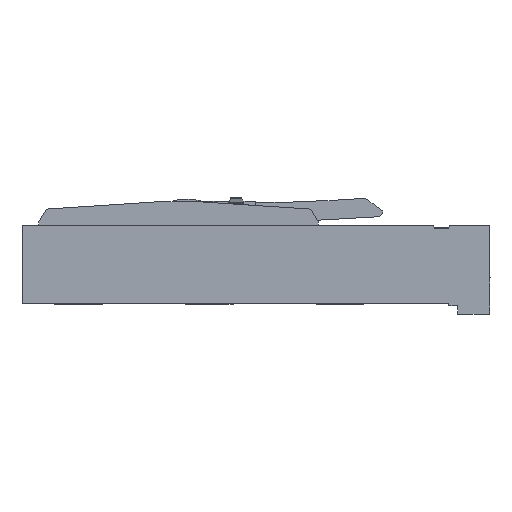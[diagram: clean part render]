
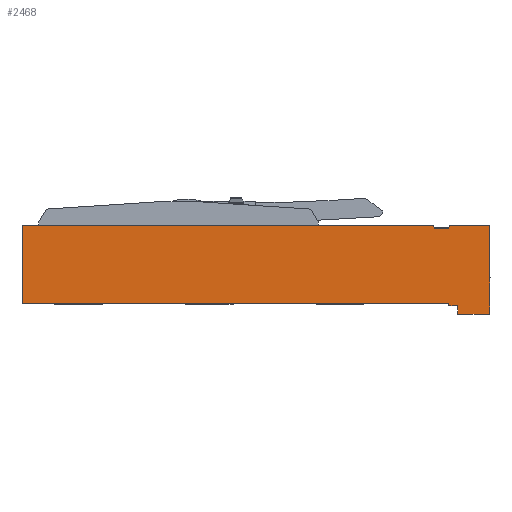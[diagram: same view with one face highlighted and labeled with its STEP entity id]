
A CAD part, left-side view. The second image highlights one B-rep face of the part: STEP entity #2468.
In plain terms, the highlighted planar face has unit normal (-1, 0, 0).
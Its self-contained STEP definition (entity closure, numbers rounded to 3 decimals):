
#2468=ADVANCED_FACE('K\X\F6rper.30 (aus 33959_98)',(#4169),#3339,.T.);
#3339=PLANE('',#20906);
#4169=FACE_OUTER_BOUND('',#5130,.T.);
#5130=EDGE_LOOP('',(#8848,#8849,#8850,#8851,#8852,#8853,#8854,#8855,#8856,
#8857,#8858,#8859,#8860,#8861,#8862,#8863,#8864,#8865,#8866));
#8848=ORIENTED_EDGE('',*,*,#14529,.F.);
#8849=ORIENTED_EDGE('',*,*,#14530,.T.);
#8850=ORIENTED_EDGE('',*,*,#14291,.F.);
#8851=ORIENTED_EDGE('',*,*,#14312,.T.);
#8852=ORIENTED_EDGE('',*,*,#14295,.T.);
#8853=ORIENTED_EDGE('',*,*,#13937,.F.);
#8854=ORIENTED_EDGE('',*,*,#13934,.T.);
#8855=ORIENTED_EDGE('',*,*,#13931,.F.);
#8856=ORIENTED_EDGE('',*,*,#14343,.F.);
#8857=ORIENTED_EDGE('',*,*,#14531,.T.);
#8858=ORIENTED_EDGE('',*,*,#14532,.F.);
#8859=ORIENTED_EDGE('',*,*,#14339,.F.);
#8860=ORIENTED_EDGE('',*,*,#14533,.T.);
#8861=ORIENTED_EDGE('',*,*,#14534,.F.);
#8862=ORIENTED_EDGE('',*,*,#14535,.F.);
#8863=ORIENTED_EDGE('',*,*,#14536,.F.);
#8864=ORIENTED_EDGE('',*,*,#14537,.F.);
#8865=ORIENTED_EDGE('',*,*,#14538,.F.);
#8866=ORIENTED_EDGE('',*,*,#14539,.F.);
#11774=VERTEX_POINT('',#28405);
#11776=VERTEX_POINT('',#28408);
#11778=VERTEX_POINT('',#28414);
#11780=VERTEX_POINT('',#28420);
#12007=VERTEX_POINT('',#29123);
#12008=VERTEX_POINT('',#29124);
#12011=VERTEX_POINT('',#29132);
#12040=VERTEX_POINT('',#29221);
#12041=VERTEX_POINT('',#29223);
#12044=VERTEX_POINT('',#29229);
#12167=VERTEX_POINT('',#29586);
#12168=VERTEX_POINT('',#29587);
#12169=VERTEX_POINT('',#29590);
#12170=VERTEX_POINT('',#29593);
#12171=VERTEX_POINT('',#29595);
#12172=VERTEX_POINT('',#29597);
#12173=VERTEX_POINT('',#29599);
#12174=VERTEX_POINT('',#29601);
#12175=VERTEX_POINT('',#29603);
#13931=EDGE_CURVE('',#11774,#11776,#16503,.T.);
#13934=EDGE_CURVE('',#11778,#11776,#16506,.T.);
#13937=EDGE_CURVE('',#11778,#11780,#16509,.T.);
#14291=EDGE_CURVE('',#12007,#12008,#16863,.T.);
#14295=EDGE_CURVE('',#12011,#11780,#16867,.T.);
#14312=EDGE_CURVE('',#12007,#12011,#16884,.T.);
#14339=EDGE_CURVE('',#12040,#12041,#16911,.T.);
#14343=EDGE_CURVE('',#12044,#11774,#16915,.T.);
#14529=EDGE_CURVE('',#12167,#12168,#17099,.T.);
#14530=EDGE_CURVE('',#12167,#12008,#17100,.T.);
#14531=EDGE_CURVE('',#12044,#12169,#17101,.T.);
#14532=EDGE_CURVE('',#12041,#12169,#17102,.T.);
#14533=EDGE_CURVE('',#12040,#12170,#17103,.T.);
#14534=EDGE_CURVE('',#12171,#12170,#17104,.T.);
#14535=EDGE_CURVE('',#12172,#12171,#17105,.T.);
#14536=EDGE_CURVE('',#12173,#12172,#17106,.T.);
#14537=EDGE_CURVE('',#12174,#12173,#17107,.T.);
#14538=EDGE_CURVE('',#12175,#12174,#17108,.T.);
#14539=EDGE_CURVE('',#12168,#12175,#17109,.T.);
#16503=LINE('',#28407,#18933);
#16506=LINE('',#28413,#18936);
#16509=LINE('',#28419,#18939);
#16863=LINE('',#29122,#19293);
#16867=LINE('',#29131,#19297);
#16884=LINE('',#29166,#19314);
#16911=LINE('',#29222,#19341);
#16915=LINE('',#29230,#19345);
#17099=LINE('',#29585,#19529);
#17100=LINE('',#29588,#19530);
#17101=LINE('',#29589,#19531);
#17102=LINE('',#29591,#19532);
#17103=LINE('',#29592,#19533);
#17104=LINE('',#29594,#19534);
#17105=LINE('',#29596,#19535);
#17106=LINE('',#29598,#19536);
#17107=LINE('',#29600,#19537);
#17108=LINE('',#29602,#19538);
#17109=LINE('',#29604,#19539);
#18933=VECTOR('',#23414,1.);
#18936=VECTOR('',#23419,1.);
#18939=VECTOR('',#23424,1.);
#19293=VECTOR('',#24022,1.);
#19297=VECTOR('',#24028,1.);
#19314=VECTOR('',#24067,1.);
#19341=VECTOR('',#24106,1.);
#19345=VECTOR('',#24110,1.);
#19529=VECTOR('',#24392,1.);
#19530=VECTOR('',#24393,1.);
#19531=VECTOR('',#24394,1.);
#19532=VECTOR('',#24395,1.);
#19533=VECTOR('',#24396,1.);
#19534=VECTOR('',#24397,1.);
#19535=VECTOR('',#24398,1.);
#19536=VECTOR('',#24399,1.);
#19537=VECTOR('',#24400,1.);
#19538=VECTOR('',#24401,1.);
#19539=VECTOR('',#24402,1.);
#20906=AXIS2_PLACEMENT_3D('',#29605,#24403,#24404);
#23414=DIRECTION('',(0.,1.,0.));
#23419=DIRECTION('',(0.,-0.024,-1.));
#23424=DIRECTION('',(0.,1.,0.));
#24022=DIRECTION('',(0.,0.018,1.));
#24028=DIRECTION('',(0.,-0.038,-0.999));
#24067=DIRECTION('',(0.,-1.,0.));
#24106=DIRECTION('',(0.,0.016,-1.));
#24110=DIRECTION('',(0.,0.016,-1.));
#24392=DIRECTION('',(0.,0.,1.));
#24393=DIRECTION('',(0.,1.,0.));
#24394=DIRECTION('',(0.,-1.,0.));
#24395=DIRECTION('',(0.,0.,-1.));
#24396=DIRECTION('',(0.,1.,0.));
#24397=DIRECTION('',(0.,0.,-1.));
#24398=DIRECTION('',(0.,-1.,0.));
#24399=DIRECTION('',(0.,-0.423,0.906));
#24400=DIRECTION('',(0.,-1.,0.));
#24401=DIRECTION('',(0.,-0.423,-0.906));
#24402=DIRECTION('',(0.,-1.,0.));
#24403=DIRECTION('',(-1.,0.,0.));
#24404=DIRECTION('',(0.,-1.,0.));
#28405=CARTESIAN_POINT('',(0.,0.817,0.));
#28407=CARTESIAN_POINT('',(0.,23.342,0.));
#28408=CARTESIAN_POINT('',(0.,45.867,0.));
#28413=CARTESIAN_POINT('',(0.,46.012,6.));
#28414=CARTESIAN_POINT('',(0.,46.158,12.));
#28419=CARTESIAN_POINT('',(0.,52.2,12.));
#28420=CARTESIAN_POINT('',(0.,58.243,12.));
#29122=CARTESIAN_POINT('',(0.,661.983,33.4));
#29123=CARTESIAN_POINT('',(0.,661.643,15.));
#29124=CARTESIAN_POINT('',(0.,662.324,51.8));
#29131=CARTESIAN_POINT('',(0.,58.3,13.5));
#29132=CARTESIAN_POINT('',(0.,58.356,15.));
#29166=CARTESIAN_POINT('',(0.,397.63,15.));
#29221=CARTESIAN_POINT('',(0.,0.,
51.8));
#29222=CARTESIAN_POINT('',(0.,0.409,25.9));
#29223=CARTESIAN_POINT('',(0.,0.096,45.705));
#29229=CARTESIAN_POINT('',(0.,0.126,43.815));
#29230=CARTESIAN_POINT('',(0.,0.409,25.9));
#29585=CARTESIAN_POINT('',(0.,661.996,51.9));
#29586=CARTESIAN_POINT('',(0.,661.996,51.8));
#29587=CARTESIAN_POINT('',(0.,661.996,125.5));
#29588=CARTESIAN_POINT('',(0.,331.162,51.8));
#29589=CARTESIAN_POINT('',(0.,397.596,43.815));
#29590=CARTESIAN_POINT('',(0.,0.096,43.815));
#29591=CARTESIAN_POINT('',(0.,0.096,43.5));
#29592=CARTESIAN_POINT('',(0.,331.162,51.8));
#29593=CARTESIAN_POINT('',(0.,0.096,51.8));
#29594=CARTESIAN_POINT('',(0.,0.096,43.5));
#29595=CARTESIAN_POINT('',(0.,0.096,125.5));
#29596=CARTESIAN_POINT('',(0.,31.183,125.5));
#29597=CARTESIAN_POINT('',(0.,56.964,125.5));
#29598=CARTESIAN_POINT('',(0.,57.78,123.75));
#29599=CARTESIAN_POINT('',(0.,58.596,122.));
#29600=CARTESIAN_POINT('',(0.,68.796,122.));
#29601=CARTESIAN_POINT('',(0.,78.996,122.));
#29602=CARTESIAN_POINT('',(0.,79.812,123.75));
#29603=CARTESIAN_POINT('',(0.,80.628,125.5));
#29604=CARTESIAN_POINT('',(0.,367.52,125.5));
#29605=CARTESIAN_POINT('',(0.,397.596,43.5));
